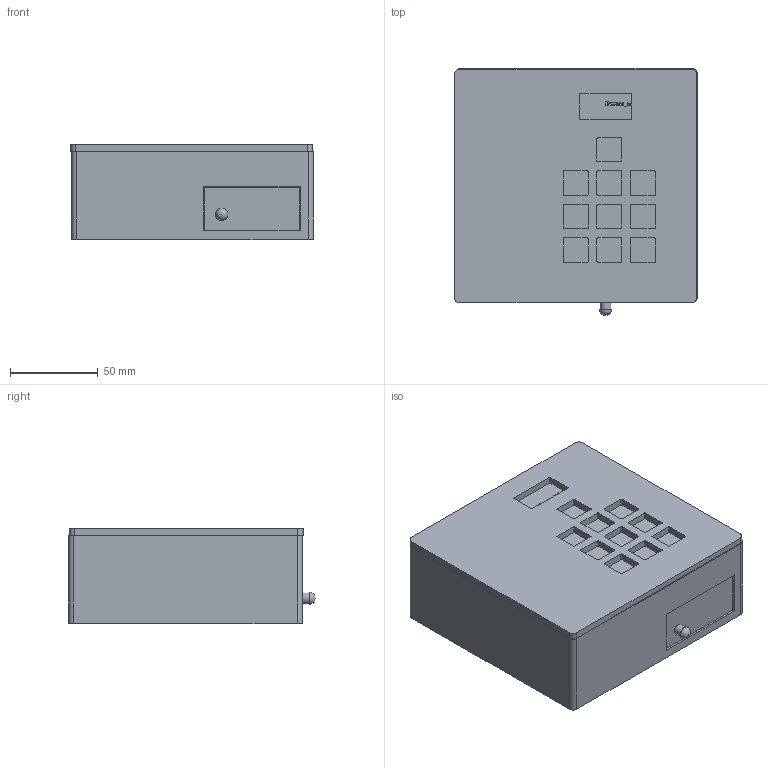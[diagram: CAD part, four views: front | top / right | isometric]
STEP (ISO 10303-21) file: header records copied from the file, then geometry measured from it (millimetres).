
FILE_DESCRIPTION(/* description */ (''),/* implementation_level */ '2;1');
FILE_NAME(/* name */ 'Lockbox_complete.step',/* time_stamp */ '2025-07-06T20:52:41-05:00',/* author */ (''),/* organization */ (''),/* preprocessor_version */ 'ST-DEVELOPER v20.1',/* originating_system */ 'Autodesk Translation Framework v14.10.0.0',/* authorisation */ '');
FILE_SCHEMA (('AUTOMOTIVE_DESIGN { 1 0 10303 214 3 1 1 }'));
Length unit declared in the file: millimetre
Products named in the file (3): 2025-06-23-14-10-10-898; 2025-06-26-17-53-16-021; 2025-07-02-13-46-29-484
Assembly tree (2 placements, depth 2):
  2025-06-23-14-10-10-898
    2025-06-26-17-53-16-021
    2025-07-02-13-46-29-484
Bounding box: 137.97 x 140.3 x 53.69 mm (x, y, z)
Volume: 260930.2 mm3; surface area: 195942.4 mm2
Topology: 9 solids, 9 shells, 996 faces, 2820 edges, 1880 vertices
Faces by surface type: bspline 535, plane 410, cylinder 49, sphere 2
Full cylindrical faces by diameter (mm): 6 x1
Entity records: 37246 total; most frequent: CARTESIAN_POINT 14794, ORIENTED_EDGE 5636, EDGE_CURVE 2818, DIRECTION 2782, VERTEX_POINT 1880, LINE 1646, VECTOR 1646, EDGE_LOOP 1106
